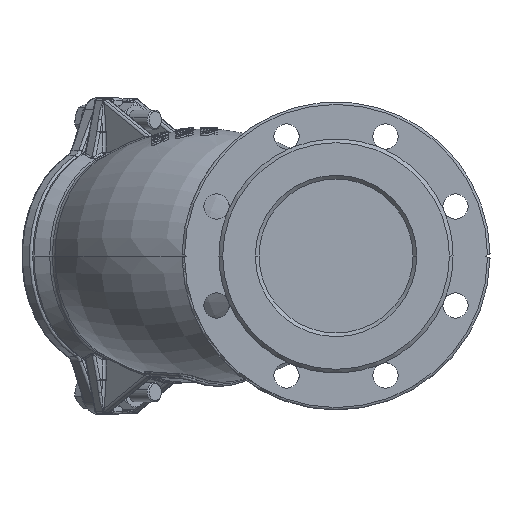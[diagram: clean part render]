
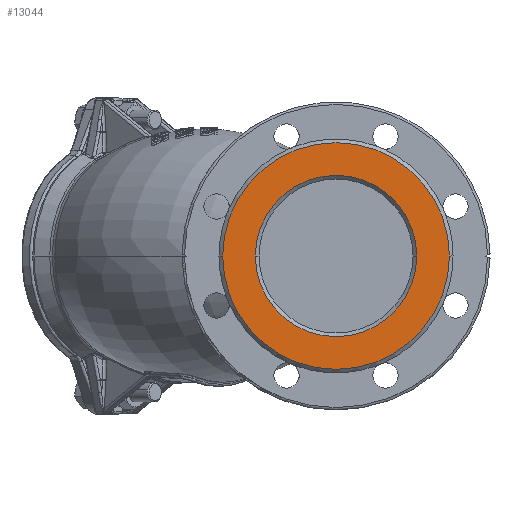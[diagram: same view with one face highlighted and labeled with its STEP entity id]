
A CAD part, left-side view. The second image highlights one B-rep face of the part: STEP entity #13044.
In plain terms, the highlighted planar face has unit normal (-1, 0, 0).
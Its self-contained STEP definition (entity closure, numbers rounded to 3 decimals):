
#6267 = AXIS2_PLACEMENT_3D ( 'NONE', #74649, #74651, #74653 ) ;
#6292 = AXIS2_PLACEMENT_3D ( 'NONE', #75028, #75030, #75032 ) ;
#6654 = AXIS2_PLACEMENT_3D ( 'NONE', #58070, #58072, #58074 ) ;
#6655 = AXIS2_PLACEMENT_3D ( 'NONE', #58078, #58079, #58081 ) ;
#13044 = ADVANCED_FACE ( 'NONE', ( #36911, #36910 ), #59784, .T. ) ;
#15580 = CIRCLE ( 'NONE', #6267, 92. ) ;
#15625 = CIRCLE ( 'NONE', #6292, 65.5 ) ;
#32473 = EDGE_LOOP ( 'NONE', ( #64220, #64221 ) ) ;
#32474 = EDGE_LOOP ( 'NONE', ( #64218, #64219 ) ) ;
#33201 = VERTEX_POINT ( 'NONE', #39059 ) ;
#36910 = FACE_OUTER_BOUND ( 'NONE', #32473, .T. ) ;
#36911 = FACE_BOUND ( 'NONE', #32474, .T. ) ;
#39059 = CARTESIAN_POINT ( 'NONE',  ( -190.5, -65.5, 0. ) ) ;
#56085 = CIRCLE ( 'NONE', #6655, 92. ) ;
#56086 = CIRCLE ( 'NONE', #6654, 65.5 ) ;
#58070 = CARTESIAN_POINT ( 'NONE',  ( -190.5, 0., 0. ) ) ;
#58072 = DIRECTION ( 'NONE',  ( 1., 0., 0. ) ) ;
#58074 = DIRECTION ( 'NONE',  ( 0., 0., 1. ) ) ;
#58078 = CARTESIAN_POINT ( 'NONE',  ( -190.5, 0., 0. ) ) ;
#58079 = DIRECTION ( 'NONE',  ( 1., 0., 0. ) ) ;
#58081 = DIRECTION ( 'NONE',  ( 0., 1., 0. ) ) ;
#59770 = CARTESIAN_POINT ( 'NONE',  ( -190.5, -73., -3.25 ) ) ;
#59784 = PLANE ( 'NONE',  #66064 ) ;
#59788 = DIRECTION ( 'NONE',  ( -1., 0., 0. ) ) ;
#59790 = DIRECTION ( 'NONE',  ( 0., 0., 1. ) ) ;
#64218 = ORIENTED_EDGE ( 'NONE', *, *, #65635, .T. ) ;
#64219 = ORIENTED_EDGE ( 'NONE', *, *, #69818, .T. ) ;
#64220 = ORIENTED_EDGE ( 'NONE', *, *, #65591, .F. ) ;
#64221 = ORIENTED_EDGE ( 'NONE', *, *, #69819, .F. ) ;
#64490 = VERTEX_POINT ( 'NONE', #68347 ) ;
#64530 = VERTEX_POINT ( 'NONE', #68389 ) ;
#64552 = VERTEX_POINT ( 'NONE', #68411 ) ;
#65591 = EDGE_CURVE ( 'NONE', #64552, #64490, #15580, .T. ) ;
#65635 = EDGE_CURVE ( 'NONE', #33201, #64530, #15625, .T. ) ;
#66064 = AXIS2_PLACEMENT_3D ( 'NONE', #59770, #59788, #59790 ) ;
#68347 = CARTESIAN_POINT ( 'NONE',  ( -190.5, -92., 0. ) ) ;
#68389 = CARTESIAN_POINT ( 'NONE',  ( -190.5, 65.5, 0. ) ) ;
#68411 = CARTESIAN_POINT ( 'NONE',  ( -190.5, 92., 0. ) ) ;
#69818 = EDGE_CURVE ( 'NONE', #64530, #33201, #56086, .T. ) ;
#69819 = EDGE_CURVE ( 'NONE', #64490, #64552, #56085, .T. ) ;
#74649 = CARTESIAN_POINT ( 'NONE',  ( -190.5, 0., 0. ) ) ;
#74651 = DIRECTION ( 'NONE',  ( 1., 0., 0. ) ) ;
#74653 = DIRECTION ( 'NONE',  ( 0., 1., 0. ) ) ;
#75028 = CARTESIAN_POINT ( 'NONE',  ( -190.5, 0., 0. ) ) ;
#75030 = DIRECTION ( 'NONE',  ( 1., 0., 0. ) ) ;
#75032 = DIRECTION ( 'NONE',  ( 0., 0., 1. ) ) ;
